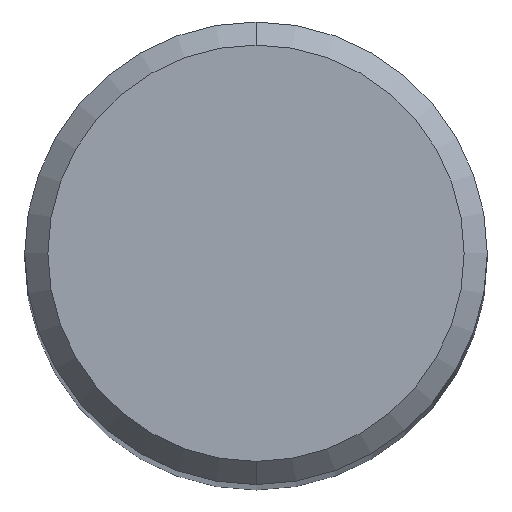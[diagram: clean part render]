
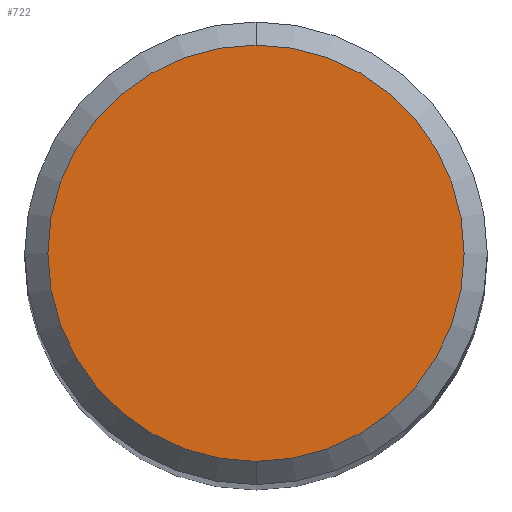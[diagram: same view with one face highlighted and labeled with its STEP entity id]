
A CAD part, top view. The second image highlights one B-rep face of the part: STEP entity #722.
In plain terms, the highlighted planar face has unit normal (0, 0, 1).
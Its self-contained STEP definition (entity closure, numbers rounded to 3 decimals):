
#400=EDGE_CURVE('',#450,#528,#974,.T.);
#450=VERTEX_POINT('',#1030);
#528=VERTEX_POINT('',#1115);
#722=ADVANCED_FACE('',(#1324),#1325,.T.);
#760=EDGE_CURVE('',#528,#450,#1367,.T.);
#974=CIRCLE('',#1786,3.6);
#1030=CARTESIAN_POINT('',(0.,-3.6,0.0));
#1115=CARTESIAN_POINT('',(0.0,3.6,0.0));
#1324=FACE_OUTER_BOUND('',#4796,.T.);
#1325=PLANE('',#4797);
#1367=CIRCLE('',#4919,3.6);
#1786=AXIS2_PLACEMENT_3D('',#5939,#5940,#5941);
#4796=EDGE_LOOP('',(#6320,#6321));
#4797=AXIS2_PLACEMENT_3D('',#6322,#6323,#6324);
#4919=AXIS2_PLACEMENT_3D('',#6381,#6382,#6383);
#5939=CARTESIAN_POINT('',(0.0,0.0,0.0));
#5940=DIRECTION('',(0.0,0.0,-1.0));
#5941=DIRECTION('',(0.0,1.0,0.0));
#6320=ORIENTED_EDGE('',*,*,#760,.F.);
#6321=ORIENTED_EDGE('',*,*,#400,.F.);
#6322=CARTESIAN_POINT('',(0.0,1.8,0.0));
#6323=DIRECTION('',(-0.0,0.0,1.0));
#6324=DIRECTION('',(0.0,-1.0,0.0));
#6381=CARTESIAN_POINT('',(0.0,0.0,0.0));
#6382=DIRECTION('',(0.0,0.0,-1.0));
#6383=DIRECTION('',(0.0,1.0,0.0));
